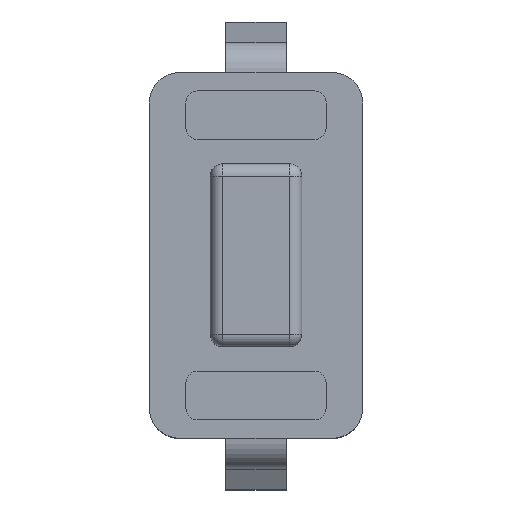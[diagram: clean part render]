
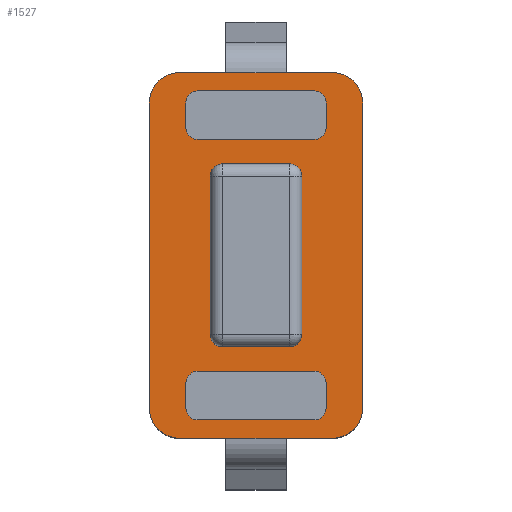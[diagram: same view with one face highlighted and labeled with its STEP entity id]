
A CAD part, top view. The second image highlights one B-rep face of the part: STEP entity #1527.
In plain terms, the highlighted planar face has unit normal (0, 0, 1).
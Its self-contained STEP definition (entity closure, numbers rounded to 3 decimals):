
#13=FACE_BOUND('',#256,.T.);
#14=FACE_BOUND('',#257,.T.);
#15=FACE_BOUND('',#258,.T.);
#95=PLANE('',#1685);
#168=FACE_OUTER_BOUND('',#255,.T.);
#255=EDGE_LOOP('',(#1228,#1229,#1230,#1231,#1232,#1233,#1234,#1235));
#256=EDGE_LOOP('',(#1236,#1237,#1238,#1239,#1240,#1241,#1242,#1243));
#257=EDGE_LOOP('',(#1244,#1245,#1246,#1247,#1248,#1249,#1250,#1251));
#258=EDGE_LOOP('',(#1252,#1253,#1254,#1255,#1256,#1257,#1258,#1259));
#324=LINE('',#2331,#464);
#325=LINE('',#2333,#465);
#326=LINE('',#2336,#466);
#327=LINE('',#2338,#467);
#330=LINE('',#2350,#470);
#334=LINE('',#2362,#474);
#338=LINE('',#2374,#478);
#342=LINE('',#2385,#482);
#346=LINE('',#2399,#486);
#350=LINE('',#2411,#490);
#354=LINE('',#2423,#494);
#358=LINE('',#2434,#498);
#363=LINE('',#2450,#503);
#367=LINE('',#2462,#507);
#371=LINE('',#2474,#511);
#375=LINE('',#2484,#515);
#464=VECTOR('',#1875,10.);
#465=VECTOR('',#1878,10.);
#466=VECTOR('',#1883,10.);
#467=VECTOR('',#1886,10.);
#470=VECTOR('',#1897,10.);
#474=VECTOR('',#1909,10.);
#478=VECTOR('',#1921,10.);
#482=VECTOR('',#1933,10.);
#486=VECTOR('',#1947,10.);
#490=VECTOR('',#1959,10.);
#494=VECTOR('',#1971,10.);
#498=VECTOR('',#1983,10.);
#503=VECTOR('',#1998,10.);
#507=VECTOR('',#2010,10.);
#511=VECTOR('',#2022,10.);
#515=VECTOR('',#2034,10.);
#589=CIRCLE('',#1616,0.2);
#593=CIRCLE('',#1624,0.2);
#594=CIRCLE('',#1626,0.2);
#595=CIRCLE('',#1629,0.2);
#596=CIRCLE('',#1636,0.2);
#598=CIRCLE('',#1640,0.2);
#600=CIRCLE('',#1644,0.2);
#602=CIRCLE('',#1648,0.2);
#604=CIRCLE('',#1653,0.2);
#606=CIRCLE('',#1657,0.2);
#608=CIRCLE('',#1661,0.2);
#610=CIRCLE('',#1665,0.2);
#613=CIRCLE('',#1671,0.5);
#615=CIRCLE('',#1675,0.5);
#617=CIRCLE('',#1679,0.5);
#619=CIRCLE('',#1683,0.5);
#673=VERTEX_POINT('',#2291);
#674=VERTEX_POINT('',#2292);
#678=VERTEX_POINT('',#2310);
#679=VERTEX_POINT('',#2311);
#680=VERTEX_POINT('',#2316);
#681=VERTEX_POINT('',#2317);
#682=VERTEX_POINT('',#2325);
#683=VERTEX_POINT('',#2326);
#684=VERTEX_POINT('',#2340);
#685=VERTEX_POINT('',#2341);
#688=VERTEX_POINT('',#2349);
#690=VERTEX_POINT('',#2355);
#692=VERTEX_POINT('',#2361);
#694=VERTEX_POINT('',#2367);
#696=VERTEX_POINT('',#2373);
#698=VERTEX_POINT('',#2379);
#700=VERTEX_POINT('',#2389);
#701=VERTEX_POINT('',#2390);
#704=VERTEX_POINT('',#2398);
#706=VERTEX_POINT('',#2404);
#708=VERTEX_POINT('',#2410);
#710=VERTEX_POINT('',#2416);
#712=VERTEX_POINT('',#2422);
#714=VERTEX_POINT('',#2428);
#718=VERTEX_POINT('',#2441);
#719=VERTEX_POINT('',#2443);
#721=VERTEX_POINT('',#2449);
#723=VERTEX_POINT('',#2455);
#725=VERTEX_POINT('',#2461);
#727=VERTEX_POINT('',#2467);
#729=VERTEX_POINT('',#2473);
#731=VERTEX_POINT('',#2479);
#823=EDGE_CURVE('',#673,#674,#589,.F.);
#833=EDGE_CURVE('',#678,#679,#593,.F.);
#836=EDGE_CURVE('',#680,#681,#594,.F.);
#841=EDGE_CURVE('',#682,#683,#595,.F.);
#844=EDGE_CURVE('',#678,#674,#324,.T.);
#845=EDGE_CURVE('',#673,#683,#325,.T.);
#846=EDGE_CURVE('',#682,#681,#326,.T.);
#847=EDGE_CURVE('',#680,#679,#327,.T.);
#848=EDGE_CURVE('',#684,#685,#596,.T.);
#852=EDGE_CURVE('',#685,#688,#330,.T.);
#855=EDGE_CURVE('',#688,#690,#598,.T.);
#858=EDGE_CURVE('',#690,#692,#334,.T.);
#861=EDGE_CURVE('',#692,#694,#600,.T.);
#864=EDGE_CURVE('',#694,#696,#338,.T.);
#867=EDGE_CURVE('',#696,#698,#602,.T.);
#870=EDGE_CURVE('',#698,#684,#342,.T.);
#872=EDGE_CURVE('',#700,#701,#604,.T.);
#876=EDGE_CURVE('',#701,#704,#346,.T.);
#879=EDGE_CURVE('',#704,#706,#606,.T.);
#882=EDGE_CURVE('',#706,#708,#350,.T.);
#885=EDGE_CURVE('',#708,#710,#608,.T.);
#888=EDGE_CURVE('',#710,#712,#354,.T.);
#891=EDGE_CURVE('',#712,#714,#610,.T.);
#894=EDGE_CURVE('',#714,#700,#358,.T.);
#898=EDGE_CURVE('',#719,#718,#613,.T.);
#901=EDGE_CURVE('',#721,#719,#363,.T.);
#904=EDGE_CURVE('',#723,#721,#615,.T.);
#907=EDGE_CURVE('',#725,#723,#367,.T.);
#910=EDGE_CURVE('',#727,#725,#617,.T.);
#913=EDGE_CURVE('',#729,#727,#371,.T.);
#916=EDGE_CURVE('',#731,#729,#619,.T.);
#919=EDGE_CURVE('',#718,#731,#375,.T.);
#1228=ORIENTED_EDGE('',*,*,#919,.T.);
#1229=ORIENTED_EDGE('',*,*,#916,.T.);
#1230=ORIENTED_EDGE('',*,*,#913,.T.);
#1231=ORIENTED_EDGE('',*,*,#910,.T.);
#1232=ORIENTED_EDGE('',*,*,#907,.T.);
#1233=ORIENTED_EDGE('',*,*,#904,.T.);
#1234=ORIENTED_EDGE('',*,*,#901,.T.);
#1235=ORIENTED_EDGE('',*,*,#898,.T.);
#1236=ORIENTED_EDGE('',*,*,#846,.T.);
#1237=ORIENTED_EDGE('',*,*,#836,.F.);
#1238=ORIENTED_EDGE('',*,*,#847,.T.);
#1239=ORIENTED_EDGE('',*,*,#833,.F.);
#1240=ORIENTED_EDGE('',*,*,#844,.T.);
#1241=ORIENTED_EDGE('',*,*,#823,.F.);
#1242=ORIENTED_EDGE('',*,*,#845,.T.);
#1243=ORIENTED_EDGE('',*,*,#841,.F.);
#1244=ORIENTED_EDGE('',*,*,#848,.T.);
#1245=ORIENTED_EDGE('',*,*,#852,.T.);
#1246=ORIENTED_EDGE('',*,*,#855,.T.);
#1247=ORIENTED_EDGE('',*,*,#858,.T.);
#1248=ORIENTED_EDGE('',*,*,#861,.T.);
#1249=ORIENTED_EDGE('',*,*,#864,.T.);
#1250=ORIENTED_EDGE('',*,*,#867,.T.);
#1251=ORIENTED_EDGE('',*,*,#870,.T.);
#1252=ORIENTED_EDGE('',*,*,#872,.T.);
#1253=ORIENTED_EDGE('',*,*,#876,.T.);
#1254=ORIENTED_EDGE('',*,*,#879,.T.);
#1255=ORIENTED_EDGE('',*,*,#882,.T.);
#1256=ORIENTED_EDGE('',*,*,#885,.T.);
#1257=ORIENTED_EDGE('',*,*,#888,.T.);
#1258=ORIENTED_EDGE('',*,*,#891,.T.);
#1259=ORIENTED_EDGE('',*,*,#894,.T.);
#1527=ADVANCED_FACE('',(#168,#13,#14,#15),#95,.T.);
#1616=AXIS2_PLACEMENT_3D('',#2293,#1831,#1832);
#1624=AXIS2_PLACEMENT_3D('',#2312,#1853,#1854);
#1626=AXIS2_PLACEMENT_3D('',#2318,#1859,#1860);
#1629=AXIS2_PLACEMENT_3D('',#2327,#1869,#1870);
#1636=AXIS2_PLACEMENT_3D('',#2342,#1889,#1890);
#1640=AXIS2_PLACEMENT_3D('',#2356,#1902,#1903);
#1644=AXIS2_PLACEMENT_3D('',#2368,#1914,#1915);
#1648=AXIS2_PLACEMENT_3D('',#2380,#1926,#1927);
#1653=AXIS2_PLACEMENT_3D('',#2391,#1939,#1940);
#1657=AXIS2_PLACEMENT_3D('',#2405,#1952,#1953);
#1661=AXIS2_PLACEMENT_3D('',#2417,#1964,#1965);
#1665=AXIS2_PLACEMENT_3D('',#2429,#1976,#1977);
#1671=AXIS2_PLACEMENT_3D('',#2444,#1992,#1993);
#1675=AXIS2_PLACEMENT_3D('',#2456,#2004,#2005);
#1679=AXIS2_PLACEMENT_3D('',#2468,#2016,#2017);
#1683=AXIS2_PLACEMENT_3D('',#2480,#2028,#2029);
#1685=AXIS2_PLACEMENT_3D('',#2485,#2035,#2036);
#1831=DIRECTION('center_axis',(0.,0.,-1.));
#1832=DIRECTION('ref_axis',(0.707,-0.707,0.));
#1853=DIRECTION('center_axis',(0.,0.,-1.));
#1854=DIRECTION('ref_axis',(0.707,0.707,0.));
#1859=DIRECTION('center_axis',(0.,0.,-1.));
#1860=DIRECTION('ref_axis',(-0.707,0.707,0.));
#1869=DIRECTION('center_axis',(0.,0.,-1.));
#1870=DIRECTION('ref_axis',(-0.707,-0.707,0.));
#1875=DIRECTION('',(0.,-1.,0.));
#1878=DIRECTION('',(-1.,0.,0.));
#1883=DIRECTION('',(0.,1.,0.));
#1886=DIRECTION('',(1.,0.,0.));
#1889=DIRECTION('center_axis',(0.,0.,-1.));
#1890=DIRECTION('ref_axis',(1.,0.,0.));
#1897=DIRECTION('',(0.,1.,0.));
#1902=DIRECTION('center_axis',(0.,0.,-1.));
#1903=DIRECTION('ref_axis',(0.,-1.,0.));
#1909=DIRECTION('',(1.,0.,0.));
#1914=DIRECTION('center_axis',(0.,0.,-1.));
#1915=DIRECTION('ref_axis',(-1.,0.,0.));
#1921=DIRECTION('',(0.,-1.,0.));
#1926=DIRECTION('center_axis',(0.,0.,-1.));
#1927=DIRECTION('ref_axis',(0.,1.,0.));
#1933=DIRECTION('',(-1.,0.,0.));
#1939=DIRECTION('center_axis',(0.,0.,-1.));
#1940=DIRECTION('ref_axis',(-1.,0.,0.));
#1947=DIRECTION('',(0.,1.,0.));
#1952=DIRECTION('center_axis',(0.,0.,-1.));
#1953=DIRECTION('ref_axis',(0.,1.,0.));
#1959=DIRECTION('',(1.,0.,0.));
#1964=DIRECTION('center_axis',(0.,0.,-1.));
#1965=DIRECTION('ref_axis',(1.,0.,0.));
#1971=DIRECTION('',(0.,-1.,0.));
#1976=DIRECTION('center_axis',(0.,0.,-1.));
#1977=DIRECTION('ref_axis',(0.,-1.,0.));
#1983=DIRECTION('',(-1.,0.,0.));
#1992=DIRECTION('center_axis',(0.,0.,1.));
#1993=DIRECTION('ref_axis',(1.,0.,0.));
#1998=DIRECTION('',(0.,1.,0.));
#2004=DIRECTION('center_axis',(0.,0.,1.));
#2005=DIRECTION('ref_axis',(0.,-1.,0.));
#2010=DIRECTION('',(1.,0.,0.));
#2016=DIRECTION('center_axis',(0.,0.,1.));
#2017=DIRECTION('ref_axis',(-1.,0.,0.));
#2022=DIRECTION('',(0.,-1.,0.));
#2028=DIRECTION('center_axis',(0.,0.,1.));
#2029=DIRECTION('ref_axis',(0.,1.,0.));
#2034=DIRECTION('',(-1.,0.,0.));
#2035=DIRECTION('center_axis',(0.,0.,1.));
#2036=DIRECTION('ref_axis',(1.,0.,0.));
#2291=CARTESIAN_POINT('',(0.55,-1.5,3.3));
#2292=CARTESIAN_POINT('',(0.75,-1.3,3.3));
#2293=CARTESIAN_POINT('Origin',(0.55,-1.3,3.3));
#2310=CARTESIAN_POINT('',(0.75,1.3,3.3));
#2311=CARTESIAN_POINT('',(0.55,1.5,3.3));
#2312=CARTESIAN_POINT('Origin',(0.55,1.3,3.3));
#2316=CARTESIAN_POINT('',(-0.55,1.5,3.3));
#2317=CARTESIAN_POINT('',(-0.75,1.3,3.3));
#2318=CARTESIAN_POINT('Origin',(-0.55,1.3,3.3));
#2325=CARTESIAN_POINT('',(-0.75,-1.3,3.3));
#2326=CARTESIAN_POINT('',(-0.55,-1.5,3.3));
#2327=CARTESIAN_POINT('Origin',(-0.55,-1.3,3.3));
#2331=CARTESIAN_POINT('',(0.75,0.,3.3));
#2333=CARTESIAN_POINT('',(0.,-1.5,3.3));
#2336=CARTESIAN_POINT('',(-0.75,0.,3.3));
#2338=CARTESIAN_POINT('',(0.,1.5,3.3));
#2340=CARTESIAN_POINT('',(-0.95,-2.7,3.3));
#2341=CARTESIAN_POINT('',(-1.15,-2.5,3.3));
#2342=CARTESIAN_POINT('Origin',(-0.95,-2.5,3.3));
#2349=CARTESIAN_POINT('',(-1.15,-2.1,3.3));
#2350=CARTESIAN_POINT('',(-1.15,-1.05,3.3));
#2355=CARTESIAN_POINT('',(-0.95,-1.9,3.3));
#2356=CARTESIAN_POINT('Origin',(-0.95,-2.1,3.3));
#2361=CARTESIAN_POINT('',(0.95,-1.9,3.3));
#2362=CARTESIAN_POINT('',(0.475,-1.9,3.3));
#2367=CARTESIAN_POINT('',(1.15,-2.1,3.3));
#2368=CARTESIAN_POINT('Origin',(0.95,-2.1,3.3));
#2373=CARTESIAN_POINT('',(1.15,-2.5,3.3));
#2374=CARTESIAN_POINT('',(1.15,-1.25,3.3));
#2379=CARTESIAN_POINT('',(0.95,-2.7,3.3));
#2380=CARTESIAN_POINT('Origin',(0.95,-2.5,3.3));
#2385=CARTESIAN_POINT('',(-0.475,-2.7,3.3));
#2389=CARTESIAN_POINT('',(-0.95,1.9,3.3));
#2390=CARTESIAN_POINT('',(-1.15,2.1,3.3));
#2391=CARTESIAN_POINT('Origin',(-0.95,2.1,3.3));
#2398=CARTESIAN_POINT('',(-1.15,2.5,3.3));
#2399=CARTESIAN_POINT('',(-1.15,1.25,3.3));
#2404=CARTESIAN_POINT('',(-0.95,2.7,3.3));
#2405=CARTESIAN_POINT('Origin',(-0.95,2.5,3.3));
#2410=CARTESIAN_POINT('',(0.95,2.7,3.3));
#2411=CARTESIAN_POINT('',(0.475,2.7,3.3));
#2416=CARTESIAN_POINT('',(1.15,2.5,3.3));
#2417=CARTESIAN_POINT('Origin',(0.95,2.5,3.3));
#2422=CARTESIAN_POINT('',(1.15,2.1,3.3));
#2423=CARTESIAN_POINT('',(1.15,1.05,3.3));
#2428=CARTESIAN_POINT('',(0.95,1.9,3.3));
#2429=CARTESIAN_POINT('Origin',(0.95,2.1,3.3));
#2434=CARTESIAN_POINT('',(-0.475,1.9,3.3));
#2441=CARTESIAN_POINT('',(1.25,3.,3.3));
#2443=CARTESIAN_POINT('',(1.75,2.5,3.3));
#2444=CARTESIAN_POINT('Origin',(1.25,2.5,3.3));
#2449=CARTESIAN_POINT('',(1.75,-2.5,3.3));
#2450=CARTESIAN_POINT('',(1.75,-2.5,3.3));
#2455=CARTESIAN_POINT('',(1.25,-3.,3.3));
#2456=CARTESIAN_POINT('Origin',(1.25,-2.5,3.3));
#2461=CARTESIAN_POINT('',(-1.25,-3.,3.3));
#2462=CARTESIAN_POINT('',(-1.25,-3.,3.3));
#2467=CARTESIAN_POINT('',(-1.75,-2.5,3.3));
#2468=CARTESIAN_POINT('Origin',(-1.25,-2.5,3.3));
#2473=CARTESIAN_POINT('',(-1.75,2.5,3.3));
#2474=CARTESIAN_POINT('',(-1.75,2.5,3.3));
#2479=CARTESIAN_POINT('',(-1.25,3.,3.3));
#2480=CARTESIAN_POINT('Origin',(-1.25,2.5,3.3));
#2484=CARTESIAN_POINT('',(1.25,3.,3.3));
#2485=CARTESIAN_POINT('Origin',(0.,0.,3.3));
